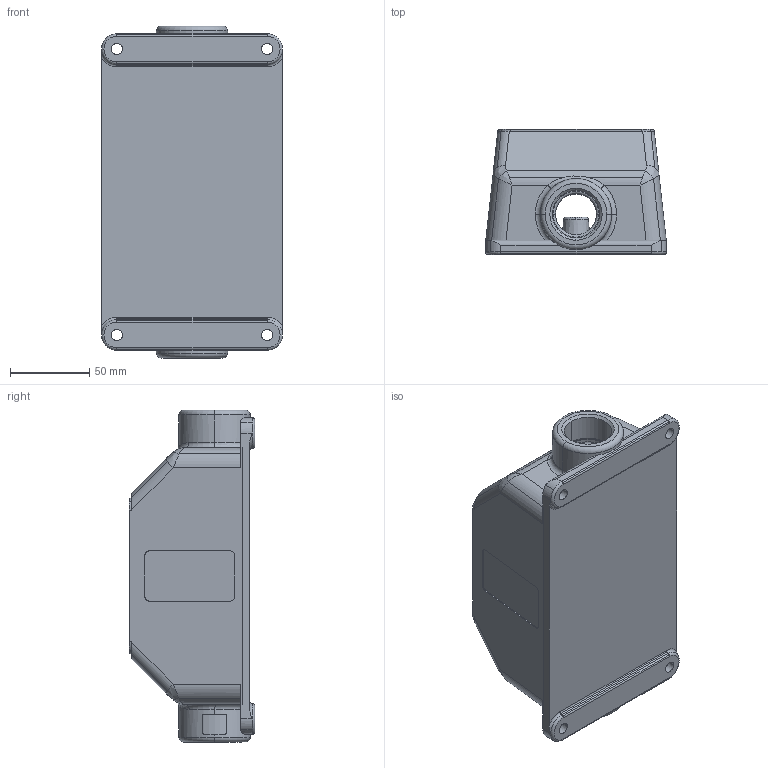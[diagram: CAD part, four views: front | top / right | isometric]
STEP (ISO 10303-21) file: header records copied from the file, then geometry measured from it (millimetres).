
FILE_DESCRIPTION (( 'STEP AP203' ), '1' );
FILE_NAME ('FT302WA.step', '2022-09-08T14:32:36', ( '' ), ( '' ), 'SwSTEP 2.0', 'SolidWorks 2021', '' );
FILE_SCHEMA (( 'CONFIG_CONTROL_DESIGN' ));
Length unit declared in the file: inch
Products named in the file (1): FT302WA
Bounding box: 114.3 x 79.25 x 209.8 mm (x, y, z)
Volume: 361271 mm3; surface area: 136064 mm2
Topology: 1 solids, 1 shells, 432 faces, 1131 edges, 689 vertices
Faces by surface type: cylinder 228, plane 82, torus 56, bspline 42, cone 16, sphere 8
Entity records: 15448 total; most frequent: CARTESIAN_POINT 5509, ORIENTED_EDGE 2218, DIRECTION 1885, EDGE_CURVE 1109, AXIS2_PLACEMENT_3D 727, VERTEX_POINT 689, EDGE_LOOP 454, FACE_OUTER_BOUND 432
